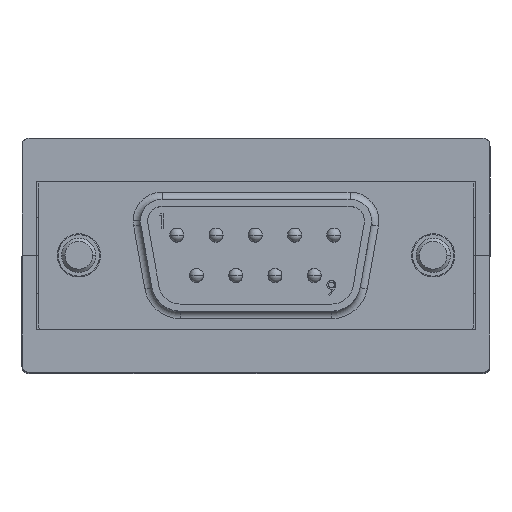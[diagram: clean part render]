
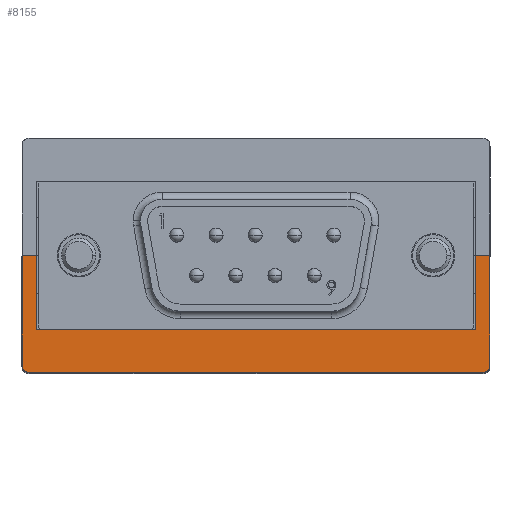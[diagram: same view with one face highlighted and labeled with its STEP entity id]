
A CAD part, top view. The second image highlights one B-rep face of the part: STEP entity #8155.
In plain terms, the highlighted face is planar.
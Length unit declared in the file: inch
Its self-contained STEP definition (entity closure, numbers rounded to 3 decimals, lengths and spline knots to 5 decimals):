
#242 = CARTESIAN_POINT ( 'NONE',  ( -1.04134, -0.01969, 0.64961 ) ) ;
#351 = DIRECTION ( 'NONE',  ( 0., 0., 1. ) ) ;
#509 = LINE ( 'NONE', #21584, #21730 ) ;
#1261 = LINE ( 'NONE', #26641, #28399 ) ;
#1383 = EDGE_CURVE ( 'NONE', #7986, #22411, #1977, .T. ) ;
#1453 = VECTOR ( 'NONE', #11335, 39.37008 ) ;
#1977 = LINE ( 'NONE', #10051, #18777 ) ;
#2166 = CARTESIAN_POINT ( 'NONE',  ( -1.04134, -0.01969, 0.62992 ) ) ;
#2748 = FACE_OUTER_BOUND ( 'NONE', #26573, .T. ) ;
#5554 = CARTESIAN_POINT ( 'NONE',  ( -1.04134, -0.3248, -0.64961 ) ) ;
#5660 = DIRECTION ( 'NONE',  ( 0., 0., 1. ) ) ;
#5691 = VERTEX_POINT ( 'NONE', #242 ) ;
#5775 = EDGE_CURVE ( 'NONE', #17473, #7015, #7459, .T. ) ;
#6206 = VERTEX_POINT ( 'NONE', #12310 ) ;
#6726 = ORIENTED_EDGE ( 'NONE', *, *, #25687, .F. ) ;
#7015 = VERTEX_POINT ( 'NONE', #29116 ) ;
#7459 = LINE ( 'NONE', #9969, #21619 ) ;
#7986 = VERTEX_POINT ( 'NONE', #11753 ) ;
#8043 = EDGE_CURVE ( 'NONE', #23405, #28007, #8636, .T. ) ;
#8155 = ADVANCED_FACE ( 'NONE', ( #2748 ), #20000, .T. ) ;
#8221 = DIRECTION ( 'NONE',  ( -1., 0., 0. ) ) ;
#8413 = CARTESIAN_POINT ( 'NONE',  ( -1.04134, -0.01969, -0.64961 ) ) ;
#8636 = CIRCLE ( 'NONE', #12610, 0.01969 ) ;
#8941 = CARTESIAN_POINT ( 'NONE',  ( -1.04134, -0.07283, 0.61024 ) ) ;
#9386 = EDGE_CURVE ( 'NONE', #23405, #12455, #509, .T. ) ;
#9575 = EDGE_CURVE ( 'NONE', #6206, #16968, #1261, .T. ) ;
#9636 = VECTOR ( 'NONE', #19584, 39.37008 ) ;
#9969 = CARTESIAN_POINT ( 'NONE',  ( -1.04134, -0.12008, 0.61024 ) ) ;
#10051 = CARTESIAN_POINT ( 'NONE',  ( -1.04134, -0.3248, -0.64961 ) ) ;
#11282 = EDGE_CURVE ( 'NONE', #7986, #28007, #23784, .T. ) ;
#11335 = DIRECTION ( 'NONE',  ( 0., -1., 0. ) ) ;
#11753 = CARTESIAN_POINT ( 'NONE',  ( -1.04134, -0.3248, -0.64961 ) ) ;
#12216 = LINE ( 'NONE', #12338, #9636 ) ;
#12310 = CARTESIAN_POINT ( 'NONE',  ( -1.04134, -0.3248, 0.61024 ) ) ;
#12338 = CARTESIAN_POINT ( 'NONE',  ( -1.04134, -0.3248, 0.64961 ) ) ;
#12455 = VERTEX_POINT ( 'NONE', #21943 ) ;
#12487 = CARTESIAN_POINT ( 'NONE',  ( -1.04134, -0.12008, -0.61024 ) ) ;
#12610 = AXIS2_PLACEMENT_3D ( 'NONE', #21475, #26028, #21368 ) ;
#12647 = DIRECTION ( 'NONE',  ( 0., 0., 1. ) ) ;
#13748 = ORIENTED_EDGE ( 'NONE', *, *, #8043, .T. ) ;
#14294 = DIRECTION ( 'NONE',  ( 0., 1., 0. ) ) ;
#16499 = ORIENTED_EDGE ( 'NONE', *, *, #11282, .F. ) ;
#16968 = VERTEX_POINT ( 'NONE', #22424 ) ;
#17153 = ORIENTED_EDGE ( 'NONE', *, *, #1383, .T. ) ;
#17319 = ORIENTED_EDGE ( 'NONE', *, *, #20784, .T. ) ;
#17473 = VERTEX_POINT ( 'NONE', #12487 ) ;
#17518 = DIRECTION ( 'NONE',  ( 0., 0., 1. ) ) ;
#17791 = EDGE_CURVE ( 'NONE', #5691, #12455, #21211, .T. ) ;
#18482 = EDGE_CURVE ( 'NONE', #16968, #5691, #12216, .T. ) ;
#18777 = VECTOR ( 'NONE', #12647, 39.37008 ) ;
#18794 = DIRECTION ( 'NONE',  ( -1., 0., 0. ) ) ;
#18998 = VECTOR ( 'NONE', #14294, 39.37008 ) ;
#19525 = ORIENTED_EDGE ( 'NONE', *, *, #9575, .T. ) ;
#19584 = DIRECTION ( 'NONE',  ( 0., 1., 0. ) ) ;
#19977 = ORIENTED_EDGE ( 'NONE', *, *, #5775, .T. ) ;
#20000 = PLANE ( 'NONE',  #25401 ) ;
#20784 = EDGE_CURVE ( 'NONE', #7015, #6206, #22629, .T. ) ;
#21211 = CIRCLE ( 'NONE', #22697, 0.01969 ) ;
#21368 = DIRECTION ( 'NONE',  ( 0., 0., 1. ) ) ;
#21475 = CARTESIAN_POINT ( 'NONE',  ( -1.04134, -0.01969, -0.62992 ) ) ;
#21584 = CARTESIAN_POINT ( 'NONE',  ( -1.04134, 0., -0.64961 ) ) ;
#21619 = VECTOR ( 'NONE', #17518, 39.37008 ) ;
#21730 = VECTOR ( 'NONE', #30677, 39.37008 ) ;
#21943 = CARTESIAN_POINT ( 'NONE',  ( -1.04134, 0., 0.62992 ) ) ;
#22411 = VERTEX_POINT ( 'NONE', #25937 ) ;
#22424 = CARTESIAN_POINT ( 'NONE',  ( -1.04134, -0.3248, 0.64961 ) ) ;
#22629 = LINE ( 'NONE', #8941, #1453 ) ;
#22697 = AXIS2_PLACEMENT_3D ( 'NONE', #2166, #18794, #25929 ) ;
#22844 = CARTESIAN_POINT ( 'NONE',  ( -1.04134, 0., -0.62992 ) ) ;
#23405 = VERTEX_POINT ( 'NONE', #22844 ) ;
#23784 = LINE ( 'NONE', #28548, #18998 ) ;
#24025 = DIRECTION ( 'NONE',  ( 0., -1., 0. ) ) ;
#25173 = LINE ( 'NONE', #28715, #28892 ) ;
#25401 = AXIS2_PLACEMENT_3D ( 'NONE', #5554, #8221, #5660 ) ;
#25687 = EDGE_CURVE ( 'NONE', #17473, #22411, #25173, .T. ) ;
#25861 = ORIENTED_EDGE ( 'NONE', *, *, #18482, .T. ) ;
#25929 = DIRECTION ( 'NONE',  ( 0., 0., 1. ) ) ;
#25937 = CARTESIAN_POINT ( 'NONE',  ( -1.04134, -0.3248, -0.61024 ) ) ;
#26028 = DIRECTION ( 'NONE',  ( -1., 0., 0. ) ) ;
#26490 = ORIENTED_EDGE ( 'NONE', *, *, #9386, .F. ) ;
#26573 = EDGE_LOOP ( 'NONE', ( #26490, #13748, #16499, #17153, #6726, #19977, #17319, #19525, #25861, #28108 ) ) ;
#26641 = CARTESIAN_POINT ( 'NONE',  ( -1.04134, -0.3248, -0.64961 ) ) ;
#28007 = VERTEX_POINT ( 'NONE', #8413 ) ;
#28108 = ORIENTED_EDGE ( 'NONE', *, *, #17791, .T. ) ;
#28399 = VECTOR ( 'NONE', #351, 39.37008 ) ;
#28548 = CARTESIAN_POINT ( 'NONE',  ( -1.04134, -0.3248, -0.64961 ) ) ;
#28715 = CARTESIAN_POINT ( 'NONE',  ( -1.04134, -0.07283, -0.61024 ) ) ;
#28892 = VECTOR ( 'NONE', #24025, 39.37008 ) ;
#29116 = CARTESIAN_POINT ( 'NONE',  ( -1.04134, -0.12008, 0.61024 ) ) ;
#30677 = DIRECTION ( 'NONE',  ( 0., 0., 1. ) ) ;
